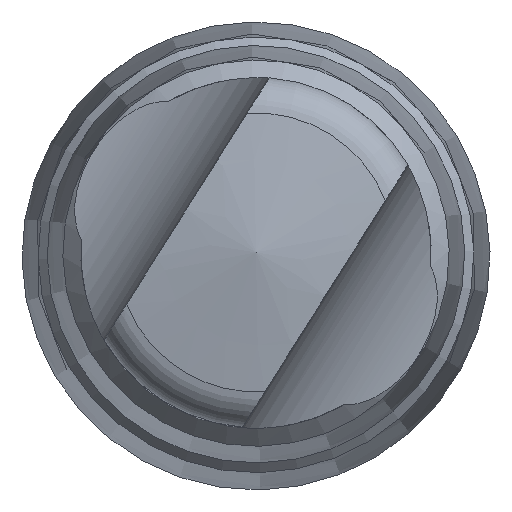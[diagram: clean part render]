
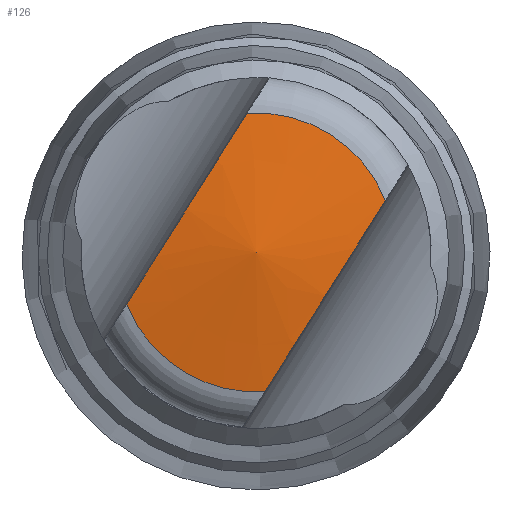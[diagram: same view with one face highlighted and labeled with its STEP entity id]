
A CAD part, top view. The second image highlights one B-rep face of the part: STEP entity #126.
In plain terms, the highlighted conical face has half-angle 82 degrees and reference radius 5.373 mm.
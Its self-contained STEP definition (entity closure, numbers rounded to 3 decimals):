
#65=VERTEX_LOOP('',#291);
#76=CONICAL_SURFACE('',#435,5.373,82.);
#105=FACE_BOUND('',#178,.T.);
#106=FACE_BOUND('',#65,.T.);
#126=ADVANCED_FACE('',(#105,#106),#76,.T.);
#178=EDGE_LOOP('',(#235,#236,#237,#238));
#235=ORIENTED_EDGE('',*,*,#326,.F.);
#236=ORIENTED_EDGE('',*,*,#302,.T.);
#237=ORIENTED_EDGE('',*,*,#327,.F.);
#238=ORIENTED_EDGE('',*,*,#324,.T.);
#269=VERTEX_POINT('',#604);
#270=VERTEX_POINT('',#618);
#289=VERTEX_POINT('',#713);
#290=VERTEX_POINT('',#715);
#291=VERTEX_POINT('',#745);
#302=EDGE_CURVE('',#269,#270,#334,.T.);
#324=EDGE_CURVE('',#290,#289,#349,.T.);
#326=EDGE_CURVE('',#269,#289,#369,.T.);
#327=EDGE_CURVE('',#290,#270,#370,.T.);
#334=CIRCLE('',#404,5.373);
#349=CIRCLE('',#433,5.373);
#369=B_SPLINE_CURVE_WITH_KNOTS('',3,(#733,#734,#735,#736,#737,#738),
 .UNSPECIFIED.,.F.,.F.,(4,2,4),(0.,0.5,1.),.UNSPECIFIED.);
#370=B_SPLINE_CURVE_WITH_KNOTS('',3,(#739,#740,#741,#742,#743,#744),
 .UNSPECIFIED.,.F.,.F.,(4,2,4),(0.,0.5,1.),.UNSPECIFIED.);
#404=AXIS2_PLACEMENT_3D('',#619,#467,#468);
#433=AXIS2_PLACEMENT_3D('',#714,#527,#528);
#435=AXIS2_PLACEMENT_3D('',#746,#531,#532);
#467=DIRECTION('',(0.,0.,1.));
#468=DIRECTION('',(-0.629,-0.777,0.));
#527=DIRECTION('',(0.,0.,1.));
#528=DIRECTION('',(-0.629,-0.777,0.));
#531=DIRECTION('',(0.,0.,-1.));
#532=DIRECTION('',(-0.629,-0.777,0.));
#604=CARTESIAN_POINT('',(-4.985,-2.003,74.245));
#618=CARTESIAN_POINT('',(0.345,-5.362,74.245));
#619=CARTESIAN_POINT('',(0.,0.,74.245));
#713=CARTESIAN_POINT('',(-0.345,5.362,74.245));
#714=CARTESIAN_POINT('',(0.,0.,74.245));
#715=CARTESIAN_POINT('',(4.985,2.003,74.245));
#733=CARTESIAN_POINT('',(-4.985,-2.003,74.245));
#734=CARTESIAN_POINT('',(-4.215,-0.78,74.409));
#735=CARTESIAN_POINT('',(-3.444,0.443,74.557));
#736=CARTESIAN_POINT('',(-1.893,2.904,74.558));
#737=CARTESIAN_POINT('',(-1.117,4.136,74.41));
#738=CARTESIAN_POINT('',(-0.345,5.362,74.245));
#739=CARTESIAN_POINT('',(4.985,2.003,74.245));
#740=CARTESIAN_POINT('',(4.215,0.78,74.409));
#741=CARTESIAN_POINT('',(3.444,-0.443,74.557));
#742=CARTESIAN_POINT('',(1.893,-2.904,74.558));
#743=CARTESIAN_POINT('',(1.117,-4.136,74.41));
#744=CARTESIAN_POINT('',(0.345,-5.362,74.245));
#745=CARTESIAN_POINT('',(0.,0.,75.));
#746=CARTESIAN_POINT('',(0.,0.,74.245));
